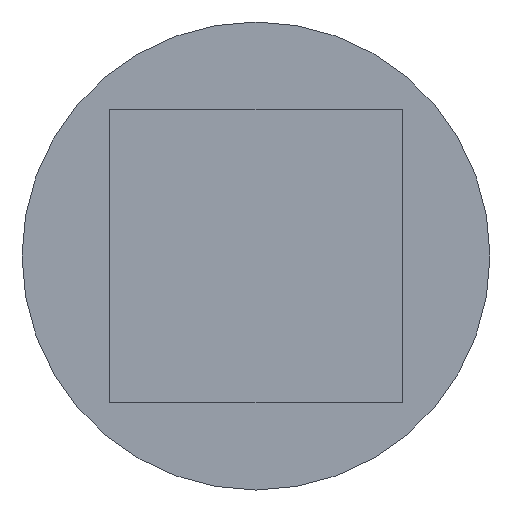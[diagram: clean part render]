
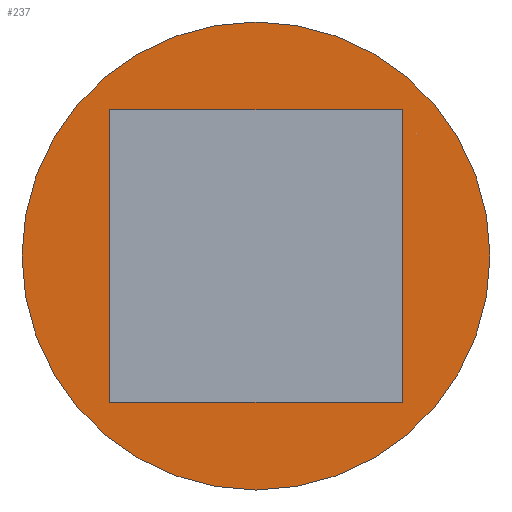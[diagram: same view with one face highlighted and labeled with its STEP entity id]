
A CAD part, front view. The second image highlights one B-rep face of the part: STEP entity #237.
In plain terms, the highlighted planar face has unit normal (0, -1, 0).
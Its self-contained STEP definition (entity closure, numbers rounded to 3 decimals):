
#19=FACE_BOUND('',#52,.T.);
#22=PLANE('',#257);
#36=FACE_OUTER_BOUND('',#51,.T.);
#51=EDGE_LOOP('',(#178));
#52=EDGE_LOOP('',(#179,#180,#181,#182));
#69=LINE('',#355,#95);
#70=LINE('',#357,#96);
#71=LINE('',#359,#97);
#72=LINE('',#360,#98);
#95=VECTOR('',#287,10.);
#96=VECTOR('',#288,10.);
#97=VECTOR('',#289,10.);
#98=VECTOR('',#290,10.);
#121=CIRCLE('',#256,8.);
#125=VERTEX_POINT('',#349);
#126=VERTEX_POINT('',#353);
#127=VERTEX_POINT('',#354);
#128=VERTEX_POINT('',#356);
#129=VERTEX_POINT('',#358);
#146=EDGE_CURVE('',#125,#125,#121,.T.);
#147=EDGE_CURVE('',#126,#127,#69,.T.);
#148=EDGE_CURVE('',#128,#126,#70,.T.);
#149=EDGE_CURVE('',#129,#128,#71,.T.);
#150=EDGE_CURVE('',#127,#129,#72,.T.);
#178=ORIENTED_EDGE('',*,*,#146,.T.);
#179=ORIENTED_EDGE('',*,*,#147,.F.);
#180=ORIENTED_EDGE('',*,*,#148,.F.);
#181=ORIENTED_EDGE('',*,*,#149,.F.);
#182=ORIENTED_EDGE('',*,*,#150,.F.);
#237=ADVANCED_FACE('',(#36,#19),#22,.F.);
#256=AXIS2_PLACEMENT_3D('',#351,#283,#284);
#257=AXIS2_PLACEMENT_3D('',#352,#285,#286);
#283=DIRECTION('center_axis',(0.,-1.,0.));
#284=DIRECTION('ref_axis',(1.,0.,0.));
#285=DIRECTION('center_axis',(0.,1.,0.));
#286=DIRECTION('ref_axis',(-1.,0.,0.));
#287=DIRECTION('',(0.,0.,1.));
#288=DIRECTION('',(1.,0.,0.));
#289=DIRECTION('',(0.,0.,-1.));
#290=DIRECTION('',(-1.,0.,0.));
#349=CARTESIAN_POINT('',(-8.,71.42,279.858));
#351=CARTESIAN_POINT('Origin',(0.,71.42,279.858));
#352=CARTESIAN_POINT('Origin',(0.,71.42,279.858));
#353=CARTESIAN_POINT('',(5.,71.42,274.858));
#354=CARTESIAN_POINT('',(5.,71.42,284.858));
#355=CARTESIAN_POINT('',(5.,71.42,277.358));
#356=CARTESIAN_POINT('',(-5.,71.42,274.858));
#357=CARTESIAN_POINT('',(-2.5,71.42,274.858));
#358=CARTESIAN_POINT('',(-5.,71.42,284.858));
#359=CARTESIAN_POINT('',(-5.,71.42,282.358));
#360=CARTESIAN_POINT('',(2.5,71.42,284.858));
